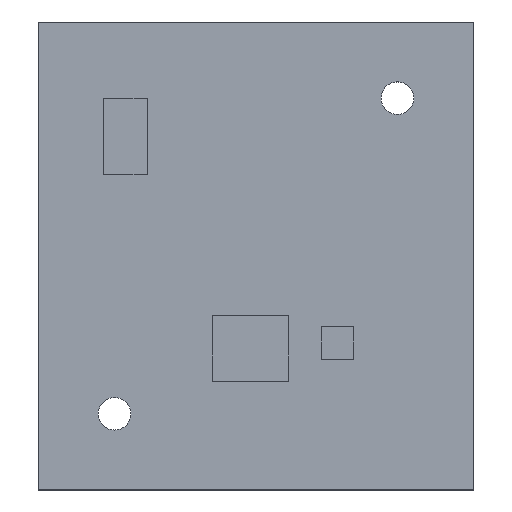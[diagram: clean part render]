
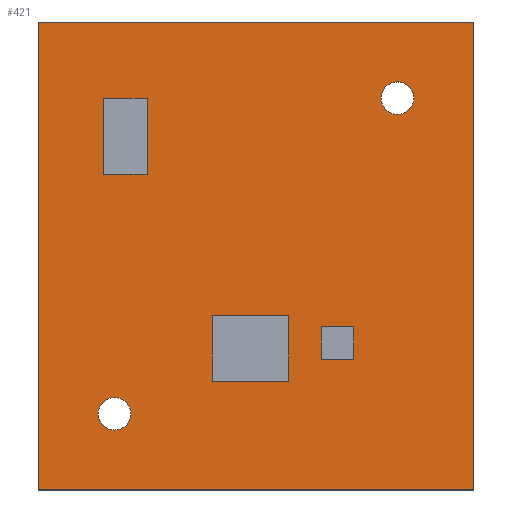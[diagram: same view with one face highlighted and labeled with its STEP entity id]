
A CAD part, top view. The second image highlights one B-rep face of the part: STEP entity #421.
In plain terms, the highlighted planar face has unit normal (0, 0, 1).
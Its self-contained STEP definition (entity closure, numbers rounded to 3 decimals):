
#15=FACE_BOUND('',#73,.T.);
#16=FACE_BOUND('',#74,.T.);
#17=FACE_BOUND('',#75,.T.);
#18=FACE_BOUND('',#76,.T.);
#19=FACE_BOUND('',#77,.T.);
#22=CIRCLE('',#443,1.5);
#24=CIRCLE('',#446,1.5);
#49=FACE_OUTER_BOUND('',#72,.T.);
#72=EDGE_LOOP('',(#355,#356,#357,#358));
#73=EDGE_LOOP('',(#359,#360,#361,#362));
#74=EDGE_LOOP('',(#363));
#75=EDGE_LOOP('',(#364));
#76=EDGE_LOOP('',(#365,#366,#367,#368));
#77=EDGE_LOOP('',(#369,#370,#371,#372));
#81=LINE('',#574,#131);
#85=LINE('',#582,#135);
#88=LINE('',#588,#138);
#91=LINE('',#593,#141);
#95=LINE('',#611,#145);
#99=LINE('',#619,#149);
#102=LINE('',#625,#152);
#105=LINE('',#630,#155);
#107=LINE('',#636,#157);
#111=LINE('',#644,#161);
#114=LINE('',#650,#164);
#117=LINE('',#655,#167);
#121=LINE('',#665,#171);
#124=LINE('',#671,#174);
#127=LINE('',#677,#177);
#130=LINE('',#681,#180);
#131=VECTOR('',#468,10.);
#135=VECTOR('',#474,10.);
#138=VECTOR('',#479,10.);
#141=VECTOR('',#484,10.);
#145=VECTOR('',#504,10.);
#149=VECTOR('',#510,10.);
#152=VECTOR('',#515,10.);
#155=VECTOR('',#520,10.);
#157=VECTOR('',#526,10.);
#161=VECTOR('',#532,10.);
#164=VECTOR('',#537,10.);
#167=VECTOR('',#542,10.);
#171=VECTOR('',#550,10.);
#174=VECTOR('',#555,10.);
#177=VECTOR('',#560,10.);
#180=VECTOR('',#565,10.);
#181=VERTEX_POINT('',#572);
#182=VERTEX_POINT('',#573);
#185=VERTEX_POINT('',#581);
#187=VERTEX_POINT('',#587);
#189=VERTEX_POINT('',#597);
#191=VERTEX_POINT('',#603);
#193=VERTEX_POINT('',#609);
#194=VERTEX_POINT('',#610);
#197=VERTEX_POINT('',#618);
#199=VERTEX_POINT('',#624);
#201=VERTEX_POINT('',#634);
#202=VERTEX_POINT('',#635);
#205=VERTEX_POINT('',#643);
#207=VERTEX_POINT('',#649);
#211=VERTEX_POINT('',#662);
#212=VERTEX_POINT('',#664);
#214=VERTEX_POINT('',#670);
#216=VERTEX_POINT('',#676);
#217=EDGE_CURVE('',#181,#182,#81,.T.);
#221=EDGE_CURVE('',#182,#185,#85,.T.);
#224=EDGE_CURVE('',#185,#187,#88,.T.);
#227=EDGE_CURVE('',#187,#181,#91,.T.);
#229=EDGE_CURVE('',#189,#189,#22,.T.);
#232=EDGE_CURVE('',#191,#191,#24,.T.);
#235=EDGE_CURVE('',#193,#194,#95,.T.);
#239=EDGE_CURVE('',#194,#197,#99,.T.);
#242=EDGE_CURVE('',#197,#199,#102,.T.);
#245=EDGE_CURVE('',#199,#193,#105,.T.);
#247=EDGE_CURVE('',#201,#202,#107,.T.);
#251=EDGE_CURVE('',#202,#205,#111,.T.);
#254=EDGE_CURVE('',#205,#207,#114,.T.);
#257=EDGE_CURVE('',#207,#201,#117,.T.);
#261=EDGE_CURVE('',#212,#211,#121,.T.);
#264=EDGE_CURVE('',#214,#212,#124,.T.);
#267=EDGE_CURVE('',#216,#214,#127,.T.);
#270=EDGE_CURVE('',#211,#216,#130,.T.);
#355=ORIENTED_EDGE('',*,*,#270,.T.);
#356=ORIENTED_EDGE('',*,*,#267,.T.);
#357=ORIENTED_EDGE('',*,*,#264,.T.);
#358=ORIENTED_EDGE('',*,*,#261,.T.);
#359=ORIENTED_EDGE('',*,*,#217,.T.);
#360=ORIENTED_EDGE('',*,*,#221,.T.);
#361=ORIENTED_EDGE('',*,*,#224,.T.);
#362=ORIENTED_EDGE('',*,*,#227,.T.);
#363=ORIENTED_EDGE('',*,*,#229,.T.);
#364=ORIENTED_EDGE('',*,*,#232,.T.);
#365=ORIENTED_EDGE('',*,*,#235,.T.);
#366=ORIENTED_EDGE('',*,*,#239,.T.);
#367=ORIENTED_EDGE('',*,*,#242,.T.);
#368=ORIENTED_EDGE('',*,*,#245,.T.);
#369=ORIENTED_EDGE('',*,*,#247,.T.);
#370=ORIENTED_EDGE('',*,*,#251,.T.);
#371=ORIENTED_EDGE('',*,*,#254,.T.);
#372=ORIENTED_EDGE('',*,*,#257,.T.);
#398=PLANE('',#462);
#421=ADVANCED_FACE('',(#49,#15,#16,#17,#18,#19),#398,.T.);
#443=AXIS2_PLACEMENT_3D('',#598,#490,#491);
#446=AXIS2_PLACEMENT_3D('',#604,#497,#498);
#462=AXIS2_PLACEMENT_3D('',#682,#566,#567);
#468=DIRECTION('',(0.,1.,0.));
#474=DIRECTION('',(1.,0.,0.));
#479=DIRECTION('',(0.,-1.,0.));
#484=DIRECTION('',(-1.,0.,0.));
#490=DIRECTION('center_axis',(0.,0.,-1.));
#491=DIRECTION('ref_axis',(1.,0.,0.));
#497=DIRECTION('center_axis',(0.,0.,-1.));
#498=DIRECTION('ref_axis',(-1.,0.,0.));
#504=DIRECTION('',(0.,1.,0.));
#510=DIRECTION('',(1.,0.,0.));
#515=DIRECTION('',(0.,-1.,0.));
#520=DIRECTION('',(-1.,0.,0.));
#526=DIRECTION('',(0.,1.,0.));
#532=DIRECTION('',(1.,0.,0.));
#537=DIRECTION('',(0.,-1.,0.));
#542=DIRECTION('',(-1.,0.,0.));
#550=DIRECTION('',(0.,-1.,0.));
#555=DIRECTION('',(-1.,0.,0.));
#560=DIRECTION('',(0.,1.,0.));
#565=DIRECTION('',(1.,0.,0.));
#566=DIRECTION('center_axis',(0.,0.,1.));
#567=DIRECTION('ref_axis',(1.,0.,0.));
#572=CARTESIAN_POINT('',(6.,-14.,2.));
#573=CARTESIAN_POINT('',(6.,-7.,2.));
#574=CARTESIAN_POINT('',(6.,-14.25,2.));
#581=CARTESIAN_POINT('',(10.,-7.,2.));
#582=CARTESIAN_POINT('',(15.,-7.,2.));
#587=CARTESIAN_POINT('',(10.,-14.,2.));
#588=CARTESIAN_POINT('',(10.,-17.75,2.));
#593=CARTESIAN_POINT('',(13.,-14.,2.));
#597=CARTESIAN_POINT('',(31.5,-7.,2.));
#598=CARTESIAN_POINT('Origin',(33.,-7.,2.));
#603=CARTESIAN_POINT('',(8.5,-36.,2.));
#604=CARTESIAN_POINT('Origin',(7.,-36.,2.));
#609=CARTESIAN_POINT('',(26.,-31.,2.));
#610=CARTESIAN_POINT('',(26.,-28.,2.));
#611=CARTESIAN_POINT('',(26.,-24.75,2.));
#618=CARTESIAN_POINT('',(29.,-28.,2.));
#619=CARTESIAN_POINT('',(24.5,-28.,2.));
#624=CARTESIAN_POINT('',(29.,-31.,2.));
#625=CARTESIAN_POINT('',(29.,-26.25,2.));
#630=CARTESIAN_POINT('',(23.,-31.,2.));
#634=CARTESIAN_POINT('',(16.,-33.,2.));
#635=CARTESIAN_POINT('',(16.,-27.,2.));
#636=CARTESIAN_POINT('',(16.,-24.25,2.));
#643=CARTESIAN_POINT('',(23.,-27.,2.));
#644=CARTESIAN_POINT('',(21.5,-27.,2.));
#649=CARTESIAN_POINT('',(23.,-33.,2.));
#650=CARTESIAN_POINT('',(23.,-27.25,2.));
#655=CARTESIAN_POINT('',(18.,-33.,2.));
#662=CARTESIAN_POINT('',(0.,-43.,2.));
#664=CARTESIAN_POINT('',(0.,0.,2.));
#665=CARTESIAN_POINT('',(0.,-43.,2.));
#670=CARTESIAN_POINT('',(40.,0.,2.));
#671=CARTESIAN_POINT('',(0.,0.,2.));
#676=CARTESIAN_POINT('',(40.,-43.,2.));
#677=CARTESIAN_POINT('',(40.,0.,2.));
#681=CARTESIAN_POINT('',(40.,-43.,2.));
#682=CARTESIAN_POINT('Origin',(20.,-21.5,2.));
